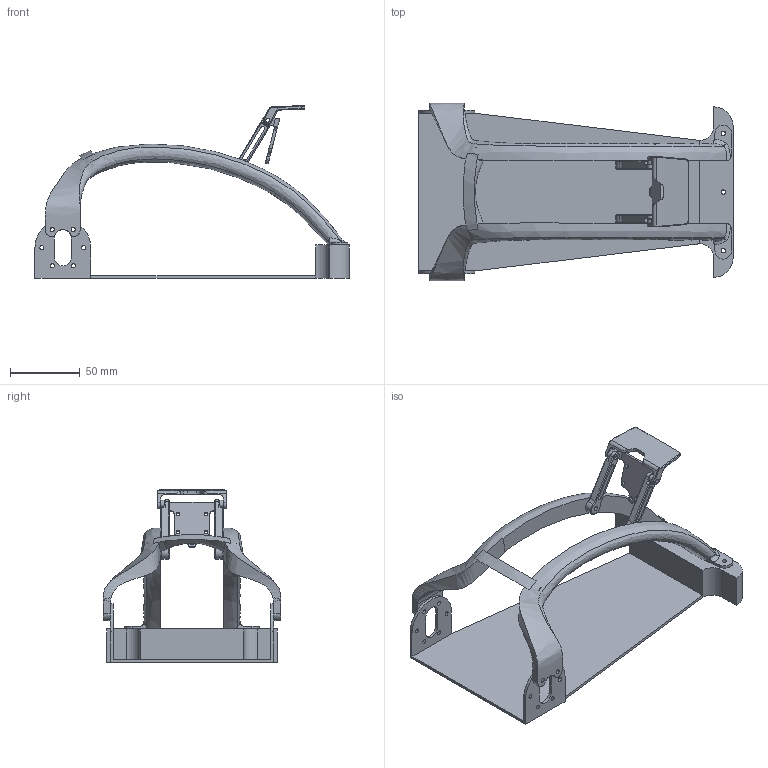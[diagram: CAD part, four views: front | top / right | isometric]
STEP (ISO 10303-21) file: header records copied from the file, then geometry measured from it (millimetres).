
FILE_DESCRIPTION(/* description */ (''),/* implementation_level */ '2;1');
FILE_NAME(/* name */ 'Car_Frame.step',/* time_stamp */ '2020-06-11T18:47:47+09:00',/* author */ (''),/* organization */ (''),/* preprocessor_version */ 'ST-DEVELOPER v18.1',/* originating_system */ 'Autodesk Translation Framework v9.3.0.1241',/* authorisation */ '');
FILE_SCHEMA (('AUTOMOTIVE_DESIGN { 1 0 10303 214 3 1 1 }'));
Length unit declared in the file: millimetre
Products named in the file (9): Car Frame; Car_Mock; Frame1; Frame2; Camera Mount v2; Frame Support; Camera Protector; Camera Support; Camera Support(Mirror)
Assembly tree (8 placements, depth 3):
  Car Frame
    Car_Mock
    Frame1
    Frame2
    Camera Mount v2
    Frame Support
    Camera Protector
    Camera Support
      Camera Support(Mirror)
Bounding box: 225 x 127 x 123.86 mm (x, y, z)
Volume: 184673.5 mm3; surface area: 94326.6 mm2
Topology: 8 solids, 8 shells, 284 faces, 748 edges, 486 vertices
Faces by surface type: plane 111, cylinder 103, bspline 40, cone 30
Full cylindrical faces by diameter (mm): 2.5 x4, 3 x22, 3.2 x8, 4 x2
Entity records: 20933 total; most frequent: CARTESIAN_POINT 13682, ORIENTED_EDGE 1496, DIRECTION 1344, EDGE_CURVE 748, AXIS2_PLACEMENT_3D 488, VERTEX_POINT 486, LINE 368, VECTOR 368
